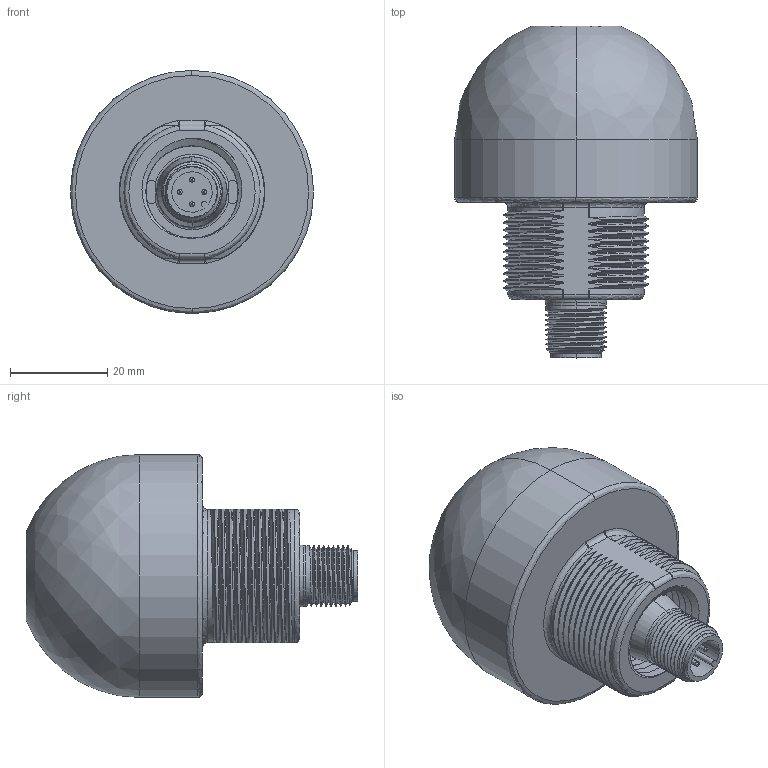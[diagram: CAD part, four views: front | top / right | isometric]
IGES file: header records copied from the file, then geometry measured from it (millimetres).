
Start section:  PTC IGES file: 212846_sm02-2.igs
Global section: file name: 212846_sm02-2.igs; native system: Creo Parametric by PTC Inc.; preprocessor: 2019292; author: jkuehl; organization: Unknown; date: 20201217.103239; units: millimetre
Bounding box: 50 x 68.3 x 50 mm (x, y, z)
Surface area: 13482.6 mm2 (no closed solid volume)
Topology: 0 solids, 0 shells, 234 faces, 1210 edges, 1210 vertices
Faces by surface type: revolution 137, bspline 97
